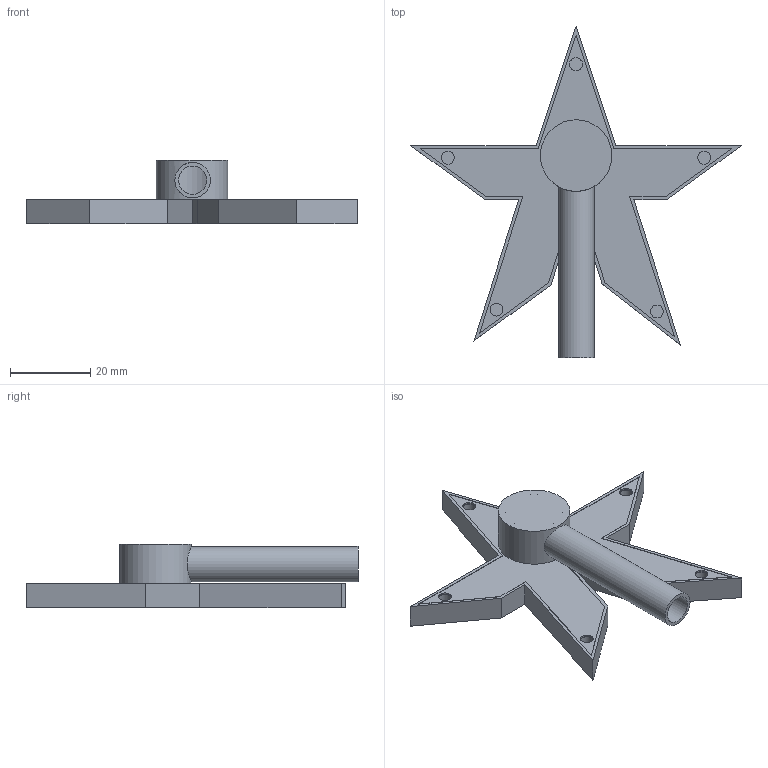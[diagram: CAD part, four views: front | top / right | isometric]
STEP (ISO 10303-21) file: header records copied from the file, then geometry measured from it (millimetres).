
FILE_DESCRIPTION(('HOOPS Exchange Step'),'2;1');
FILE_NAME('temp_export','2024-11-15T18:51:43+01:00',('hursa'),('Shapr3D Limited'),'HOOPS Exchange 2024.6','Shapr3D','Authorized');
FILE_SCHEMA( ('AP242_MANAGED_MODEL_BASED_3D_ENGINEERING_MIM_LF {1 0 10303 442 1 1 4 }') );
Length unit declared in the file: millimetre
Products named in the file (1): root
Bounding box: 82.21 x 82.62 x 15.9 mm (x, y, z)
Volume: 9601.5 mm3; surface area: 15377.2 mm2
Topology: 7 solids, 7 shells, 140 faces, 370 edges, 253 vertices
Faces by surface type: plane 123, cylinder 17
Full cylindrical faces by diameter (mm): 3.2 x10, 7 x1, 8.8 x2, 14.4 x2, 17.8 x2
Entity records: 4681 total; most frequent: CARTESIAN_POINT 1059, ORIENTED_EDGE 740, DIRECTION 703, EDGE_CURVE 370, VECTOR 317, LINE 317, VERTEX_POINT 253, AXIS2_PLACEMENT_3D 193
